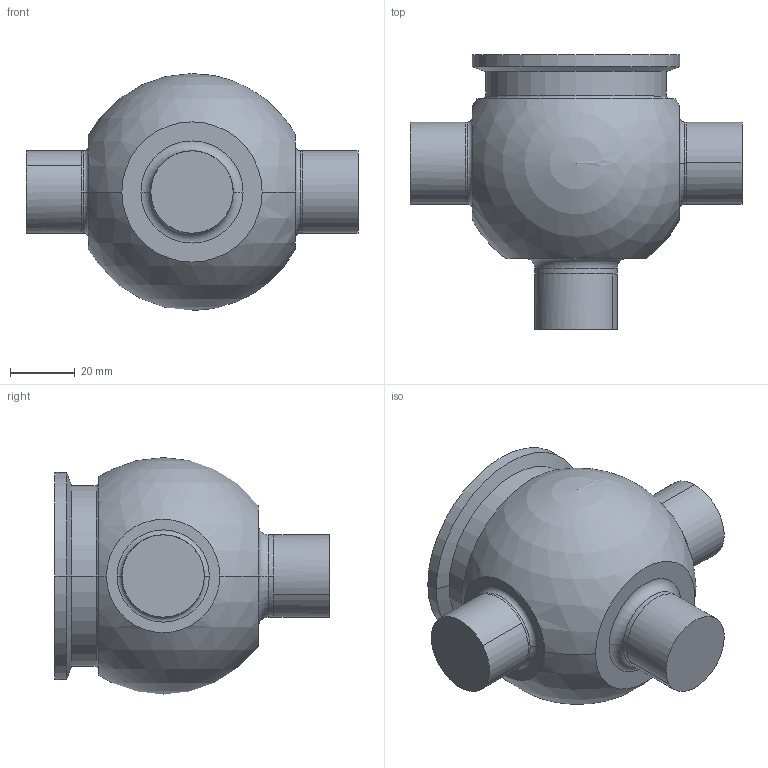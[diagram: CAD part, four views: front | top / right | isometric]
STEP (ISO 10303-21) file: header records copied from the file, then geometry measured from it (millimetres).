
FILE_DESCRIPTION (( 'STEP AP203' ), '1' );
FILE_NAME ('102449.STEP', '2017-10-11T18:34:06', ( '' ), ( '' ), 'SwSTEP 2.0', 'SolidWorks 2014', '' );
FILE_SCHEMA (( 'CONFIG_CONTROL_DESIGN' ));
Length unit declared in the file: inch
Products named in the file (1): 102449
Bounding box: 102.36 x 84.58 x 73 mm (x, y, z)
Volume: 233915.7 mm3; surface area: 23946.5 mm2
Topology: 1 solids, 1 shells, 38 faces, 88 edges, 54 vertices
Faces by surface type: cylinder 18, torus 8, plane 8, cone 2, sphere 2
Entity records: 1135 total; most frequent: DIRECTION 222, CARTESIAN_POINT 171, ORIENTED_EDGE 164, AXIS2_PLACEMENT_3D 101, EDGE_CURVE 82, CIRCLE 62, VERTEX_POINT 50, EDGE_LOOP 42
